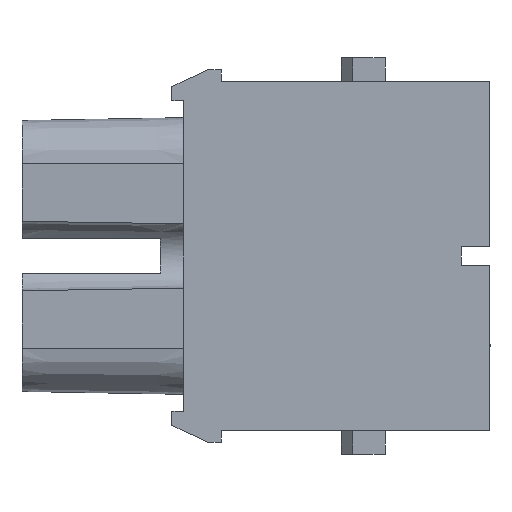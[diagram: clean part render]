
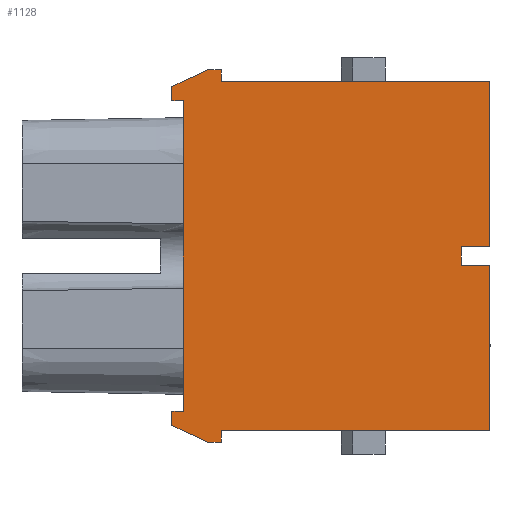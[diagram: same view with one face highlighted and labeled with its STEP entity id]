
A CAD part, left-side view. The second image highlights one B-rep face of the part: STEP entity #1128.
In plain terms, the highlighted planar face has unit normal (-1, 0, 0).
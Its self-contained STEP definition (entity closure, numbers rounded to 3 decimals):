
#1128=ADVANCED_FACE('',(#1548),#1336,.T.);
#1336=PLANE('',#5603);
#1548=FACE_OUTER_BOUND('',#1829,.T.);
#1829=EDGE_LOOP('',(#2828,#2829,#2830,#2831,#2832,#2833,#2834,#2835,#2836,
#2837,#2838,#2839,#2840,#2841,#2842,#2843,#2844,#2845));
#2828=ORIENTED_EDGE('',*,*,#4073,.T.);
#2829=ORIENTED_EDGE('',*,*,#4074,.T.);
#2830=ORIENTED_EDGE('',*,*,#4075,.T.);
#2831=ORIENTED_EDGE('',*,*,#4076,.F.);
#2832=ORIENTED_EDGE('',*,*,#4070,.T.);
#2833=ORIENTED_EDGE('',*,*,#4067,.T.);
#2834=ORIENTED_EDGE('',*,*,#4064,.T.);
#2835=ORIENTED_EDGE('',*,*,#4061,.T.);
#2836=ORIENTED_EDGE('',*,*,#4057,.T.);
#2837=ORIENTED_EDGE('',*,*,#4077,.F.);
#2838=ORIENTED_EDGE('',*,*,#4054,.T.);
#2839=ORIENTED_EDGE('',*,*,#4051,.T.);
#2840=ORIENTED_EDGE('',*,*,#4048,.T.);
#2841=ORIENTED_EDGE('',*,*,#4045,.T.);
#2842=ORIENTED_EDGE('',*,*,#4041,.T.);
#2843=ORIENTED_EDGE('',*,*,#4078,.F.);
#2844=ORIENTED_EDGE('',*,*,#4079,.T.);
#2845=ORIENTED_EDGE('',*,*,#4080,.T.);
#3459=VERTEX_POINT('',#7974);
#3460=VERTEX_POINT('',#7975);
#3463=VERTEX_POINT('',#7983);
#3465=VERTEX_POINT('',#7989);
#3467=VERTEX_POINT('',#7995);
#3469=VERTEX_POINT('',#8001);
#3471=VERTEX_POINT('',#8007);
#3472=VERTEX_POINT('',#8008);
#3475=VERTEX_POINT('',#8016);
#3477=VERTEX_POINT('',#8022);
#3479=VERTEX_POINT('',#8028);
#3481=VERTEX_POINT('',#8034);
#3483=VERTEX_POINT('',#8040);
#3484=VERTEX_POINT('',#8041);
#3485=VERTEX_POINT('',#8043);
#3486=VERTEX_POINT('',#8045);
#3487=VERTEX_POINT('',#8049);
#3488=VERTEX_POINT('',#8051);
#4041=EDGE_CURVE('',#3459,#3460,#4570,.T.);
#4045=EDGE_CURVE('',#3463,#3459,#4574,.T.);
#4048=EDGE_CURVE('',#3465,#3463,#4577,.T.);
#4051=EDGE_CURVE('',#3467,#3465,#4580,.T.);
#4054=EDGE_CURVE('',#3469,#3467,#4583,.T.);
#4057=EDGE_CURVE('',#3471,#3472,#4586,.T.);
#4061=EDGE_CURVE('',#3475,#3471,#4590,.T.);
#4064=EDGE_CURVE('',#3477,#3475,#4593,.T.);
#4067=EDGE_CURVE('',#3479,#3477,#4596,.T.);
#4070=EDGE_CURVE('',#3481,#3479,#4599,.T.);
#4073=EDGE_CURVE('',#3483,#3484,#4602,.T.);
#4074=EDGE_CURVE('',#3484,#3485,#4603,.T.);
#4075=EDGE_CURVE('',#3485,#3486,#4604,.T.);
#4076=EDGE_CURVE('',#3481,#3486,#4605,.T.);
#4077=EDGE_CURVE('',#3469,#3472,#4606,.T.);
#4078=EDGE_CURVE('',#3487,#3460,#4607,.T.);
#4079=EDGE_CURVE('',#3487,#3488,#4608,.T.);
#4080=EDGE_CURVE('',#3488,#3483,#4609,.T.);
#4570=LINE('',#7973,#5099);
#4574=LINE('',#7982,#5103);
#4577=LINE('',#7988,#5106);
#4580=LINE('',#7994,#5109);
#4583=LINE('',#8000,#5112);
#4586=LINE('',#8006,#5115);
#4590=LINE('',#8015,#5119);
#4593=LINE('',#8021,#5122);
#4596=LINE('',#8027,#5125);
#4599=LINE('',#8033,#5128);
#4602=LINE('',#8039,#5131);
#4603=LINE('',#8042,#5132);
#4604=LINE('',#8044,#5133);
#4605=LINE('',#8046,#5134);
#4606=LINE('',#8047,#5135);
#4607=LINE('',#8048,#5136);
#4608=LINE('',#8050,#5137);
#4609=LINE('',#8052,#5138);
#5099=VECTOR('',#6664,1.);
#5103=VECTOR('',#6670,1.);
#5106=VECTOR('',#6675,1.);
#5109=VECTOR('',#6680,1.);
#5112=VECTOR('',#6685,1.);
#5115=VECTOR('',#6690,1.);
#5119=VECTOR('',#6696,1.);
#5122=VECTOR('',#6701,1.);
#5125=VECTOR('',#6706,1.);
#5128=VECTOR('',#6711,1.);
#5131=VECTOR('',#6716,1.);
#5132=VECTOR('',#6717,1.);
#5133=VECTOR('',#6718,1.);
#5134=VECTOR('',#6719,1.);
#5135=VECTOR('',#6720,1.);
#5136=VECTOR('',#6721,1.);
#5137=VECTOR('',#6722,1.);
#5138=VECTOR('',#6723,1.);
#5603=AXIS2_PLACEMENT_3D('',#8053,#6724,#6725);
#6664=DIRECTION('',(0.,0.,1.));
#6670=DIRECTION('',(0.,-1.,0.));
#6675=DIRECTION('',(0.,-0.906,-0.424));
#6680=DIRECTION('',(0.,0.,-1.));
#6685=DIRECTION('',(0.,1.,0.));
#6690=DIRECTION('',(0.,-1.,0.));
#6696=DIRECTION('',(0.,0.,-1.));
#6701=DIRECTION('',(0.,0.906,-0.424));
#6706=DIRECTION('',(0.,1.,0.));
#6711=DIRECTION('',(0.,0.,1.));
#6716=DIRECTION('',(0.,0.,1.));
#6717=DIRECTION('',(0.,-1.,0.));
#6718=DIRECTION('',(0.,0.,1.));
#6719=DIRECTION('',(0.,-1.,0.));
#6720=DIRECTION('',(0.,0.,1.));
#6721=DIRECTION('',(0.,1.,0.));
#6722=DIRECTION('',(0.,0.,1.));
#6723=DIRECTION('',(0.,1.,0.));
#6724=DIRECTION('',(-1.,0.,0.));
#6725=DIRECTION('',(0.,0.,1.));
#7973=CARTESIAN_POINT('',(-7.3,-1.1,-16.115));
#7974=CARTESIAN_POINT('',(-7.3,-1.1,-16.115));
#7975=CARTESIAN_POINT('',(-7.3,-1.1,-15.115));
#7982=CARTESIAN_POINT('',(-7.3,0.1,-16.115));
#7983=CARTESIAN_POINT('',(-7.3,0.1,-16.115));
#7988=CARTESIAN_POINT('',(-7.3,3.198,-14.664));
#7989=CARTESIAN_POINT('',(-7.3,3.198,-14.664));
#7994=CARTESIAN_POINT('',(-7.3,3.198,-13.415));
#7995=CARTESIAN_POINT('',(-7.3,3.198,-13.415));
#8000=CARTESIAN_POINT('',(-7.3,2.2,-13.415));
#8001=CARTESIAN_POINT('',(-7.3,2.2,-13.415));
#8006=CARTESIAN_POINT('',(-7.3,3.198,13.485));
#8007=CARTESIAN_POINT('',(-7.3,3.198,13.485));
#8008=CARTESIAN_POINT('',(-7.3,2.2,13.485));
#8015=CARTESIAN_POINT('',(-7.3,3.198,14.734));
#8016=CARTESIAN_POINT('',(-7.3,3.198,14.734));
#8021=CARTESIAN_POINT('',(-7.3,0.1,16.185));
#8022=CARTESIAN_POINT('',(-7.3,0.1,16.185));
#8027=CARTESIAN_POINT('',(-7.3,-1.1,16.185));
#8028=CARTESIAN_POINT('',(-7.3,-1.1,16.185));
#8033=CARTESIAN_POINT('',(-7.3,-1.1,15.185));
#8034=CARTESIAN_POINT('',(-7.3,-1.1,15.185));
#8039=CARTESIAN_POINT('',(-7.3,-21.9,-0.765));
#8040=CARTESIAN_POINT('',(-7.3,-21.9,-0.765));
#8041=CARTESIAN_POINT('',(-7.3,-21.9,0.835));
#8042=CARTESIAN_POINT('',(-7.3,-21.9,0.835));
#8043=CARTESIAN_POINT('',(-7.3,-24.4,0.835));
#8044=CARTESIAN_POINT('',(-7.3,-24.4,0.835));
#8045=CARTESIAN_POINT('',(-7.3,-24.4,15.185));
#8046=CARTESIAN_POINT('',(-7.3,-1.1,15.185));
#8047=CARTESIAN_POINT('',(-7.3,2.2,-13.415));
#8048=CARTESIAN_POINT('',(-7.3,-24.4,-15.115));
#8049=CARTESIAN_POINT('',(-7.3,-24.4,-15.115));
#8050=CARTESIAN_POINT('',(-7.3,-24.4,-15.115));
#8051=CARTESIAN_POINT('',(-7.3,-24.4,-0.765));
#8052=CARTESIAN_POINT('',(-7.3,-24.4,-0.765));
#8053=CARTESIAN_POINT('',(-7.3,-24.853,-16.35));
